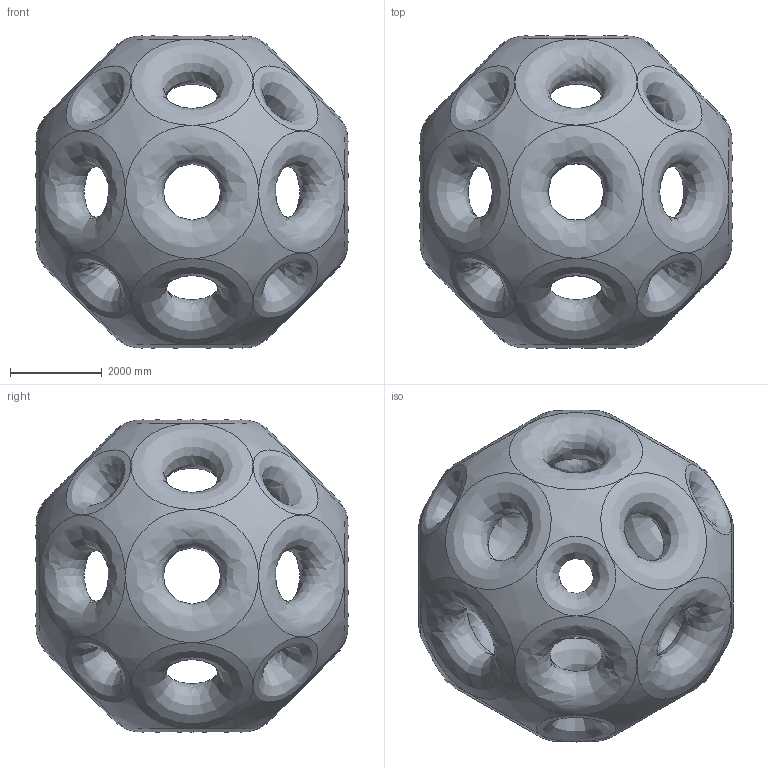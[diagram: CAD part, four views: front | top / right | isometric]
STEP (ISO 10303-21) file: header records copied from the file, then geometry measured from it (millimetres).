
FILE_DESCRIPTION (( 'STEP AP214' ), '1' );
FILE_NAME ('P?T?.T?PDL?.???????????????????????????????????????????????????????????????????????????????????????.SLDPRT.STEP', '2022-04-19T00:53:22', ( ' ' ), ( '' ), 'SwSTEP 2.0', 'SolidWorks 2020', '' );
FILE_SCHEMA (( 'AUTOMOTIVE_DESIGN' ));
Length unit declared in the file: millimetre
Products named in the file (1): P?T?.T?PDL?.???????????????????????????????????????????????????????????????????????????????????????.SLDPRT
Bounding box: 6788.69 x 6788.69 x 6788.69 mm (x, y, z)
Volume: 87627272574.2 mm3; surface area: 254966218.9 mm2
Topology: 1 solids, 1 shells, 56 faces, 254 edges, 141 vertices
Faces by surface type: sphere 30, bspline 26
Entity records: 3103 total; most frequent: CARTESIAN_POINT 1374, ORIENTED_EDGE 396, DIRECTION 362, EDGE_CURVE 198, AXIS2_PLACEMENT_3D 181, CIRCLE 150, VERTEX_POINT 126, FACE_OUTER_BOUND 88
